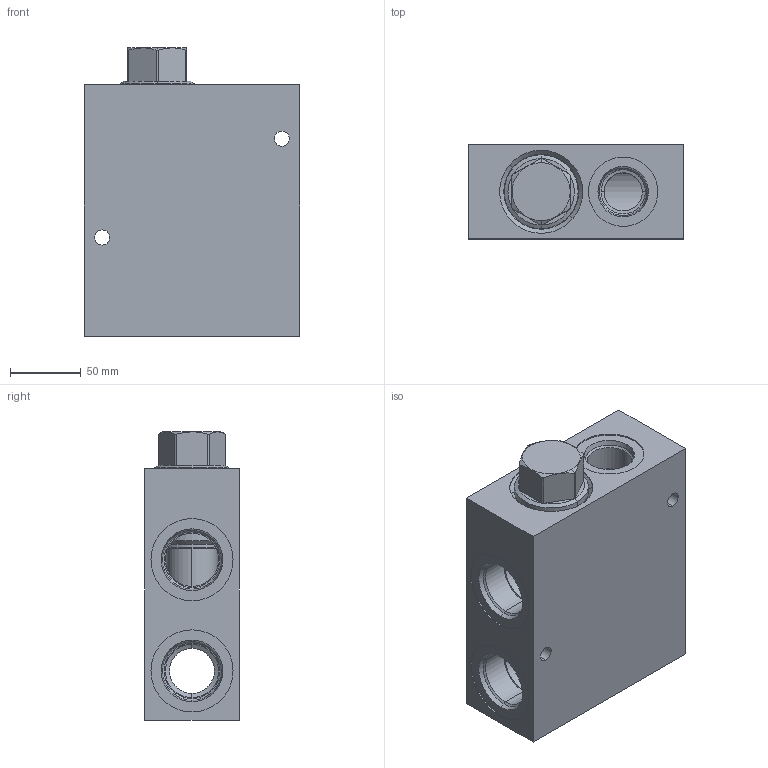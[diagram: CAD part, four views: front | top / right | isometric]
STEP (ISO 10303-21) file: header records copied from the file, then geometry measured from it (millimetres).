
FILE_DESCRIPTION((''),'2;1');
FILE_NAME('W2T_ASM','2021-03-31T',('ProEService'),(''),'PRO/ENGINEER BY PARAMETRIC TECHNOLOGY CORPORATION, 2014200','PRO/ENGINEER BY PARAMETRIC TECHNOLOGY CORPORATION, 2014200','');
FILE_SCHEMA(('CONFIG_CONTROL_DESIGN'));
Length unit declared in the file: inch
Products named in the file (3): 154-293-006; LRJCXHN; W2T_ASM
Assembly tree (2 placements, depth 2):
  W2T_ASM
    154-293-006
    LRJCXHN
Bounding box: 152.4 x 66.67 x 203.96 mm (x, y, z)
Volume: 1453932.2 mm3; surface area: 176565.9 mm2
Topology: 5 solids, 5 shells, 235 faces, 754 edges, 633 vertices
Faces by surface type: cylinder 96, cone 64, plane 40, torus 23, revolution 12
Entity records: 9294 total; most frequent: CARTESIAN_POINT 2627, DIRECTION 1468, ORIENTED_EDGE 1076, EDGE_CURVE 538, AXIS2_PLACEMENT_3D 525, VECTOR 406, LINE 406, VERTEX_POINT 324
